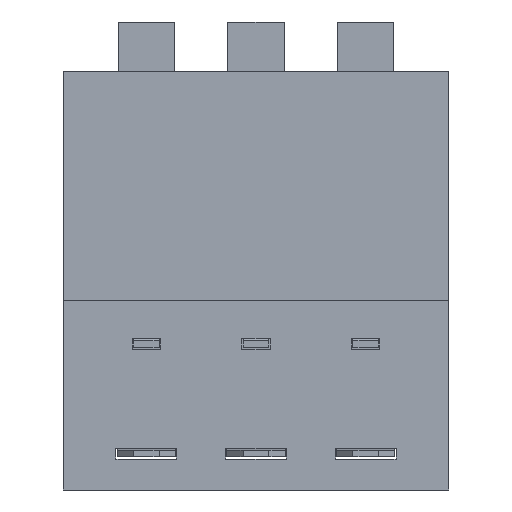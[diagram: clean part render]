
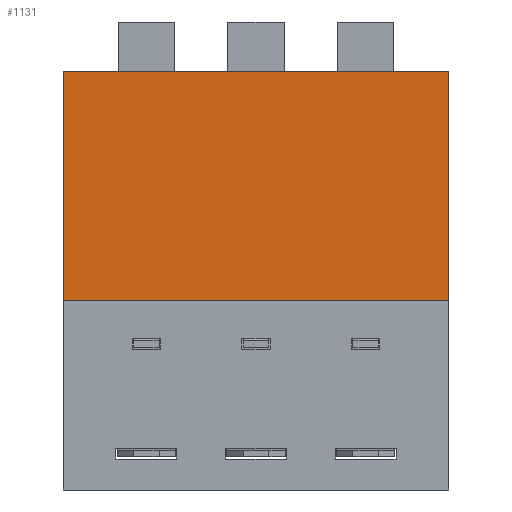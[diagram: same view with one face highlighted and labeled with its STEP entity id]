
A CAD part, front view. The second image highlights one B-rep face of the part: STEP entity #1131.
In plain terms, the highlighted planar face has unit normal (0, -1, 0).
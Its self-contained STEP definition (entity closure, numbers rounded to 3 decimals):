
#1131 = ADVANCED_FACE( '', ( #2339 ), #2340, .F. );
#2339 = FACE_OUTER_BOUND( '', #3677, .T. );
#2340 = PLANE( '', #3678 );
#3677 = EDGE_LOOP( '', ( #6753, #6754, #6755, #6756 ) );
#3678 = AXIS2_PLACEMENT_3D( '', #6757, #6758, #6759 );
#6753 = ORIENTED_EDGE( '', *, *, #9452, .T. );
#6754 = ORIENTED_EDGE( '', *, *, #9493, .T. );
#6755 = ORIENTED_EDGE( '', *, *, #8631, .F. );
#6756 = ORIENTED_EDGE( '', *, *, #9600, .F. );
#6757 = CARTESIAN_POINT( '', ( -4.46, -4.95, 5.7 ) );
#6758 = DIRECTION( '', ( 0., 1., 0. ) );
#6759 = DIRECTION( '', ( -1., 0., 0. ) );
#8631 = EDGE_CURVE( '', #10363, #10364, #10365, .T. );
#9452 = EDGE_CURVE( '', #11687, #11685, #11688, .T. );
#9493 = EDGE_CURVE( '', #11685, #10364, #11748, .T. );
#9600 = EDGE_CURVE( '', #11687, #10363, #11905, .T. );
#10363 = VERTEX_POINT( '', #12924 );
#10364 = VERTEX_POINT( '', #12925 );
#10365 = LINE( '', #12926, #12927 );
#11685 = VERTEX_POINT( '', #15120 );
#11687 = VERTEX_POINT( '', #15123 );
#11688 = LINE( '', #15124, #15125 );
#11748 = LINE( '', #15216, #15217 );
#11905 = LINE( '', #15470, #15471 );
#12924 = CARTESIAN_POINT( '', ( 4.46, -4.95, 5.7 ) );
#12925 = CARTESIAN_POINT( '', ( 4.46, -4.95, 0.4 ) );
#12926 = CARTESIAN_POINT( '', ( 4.46, -4.95, 5.7 ) );
#12927 = VECTOR( '', #16537, 1000. );
#15120 = CARTESIAN_POINT( '', ( -4.46, -4.95, 0.4 ) );
#15123 = CARTESIAN_POINT( '', ( -4.46, -4.95, 5.7 ) );
#15124 = CARTESIAN_POINT( '', ( -4.46, -4.95, 5.7 ) );
#15125 = VECTOR( '', #17215, 1000. );
#15216 = CARTESIAN_POINT( '', ( -4.46, -4.95, 0.4 ) );
#15217 = VECTOR( '', #17247, 1000. );
#15470 = CARTESIAN_POINT( '', ( -4.46, -4.95, 5.7 ) );
#15471 = VECTOR( '', #17333, 1000. );
#16537 = DIRECTION( '', ( 0., 0., -1. ) );
#17215 = DIRECTION( '', ( 0., 0., -1. ) );
#17247 = DIRECTION( '', ( 1., 0., 0. ) );
#17333 = DIRECTION( '', ( 1., 0., 0. ) );
